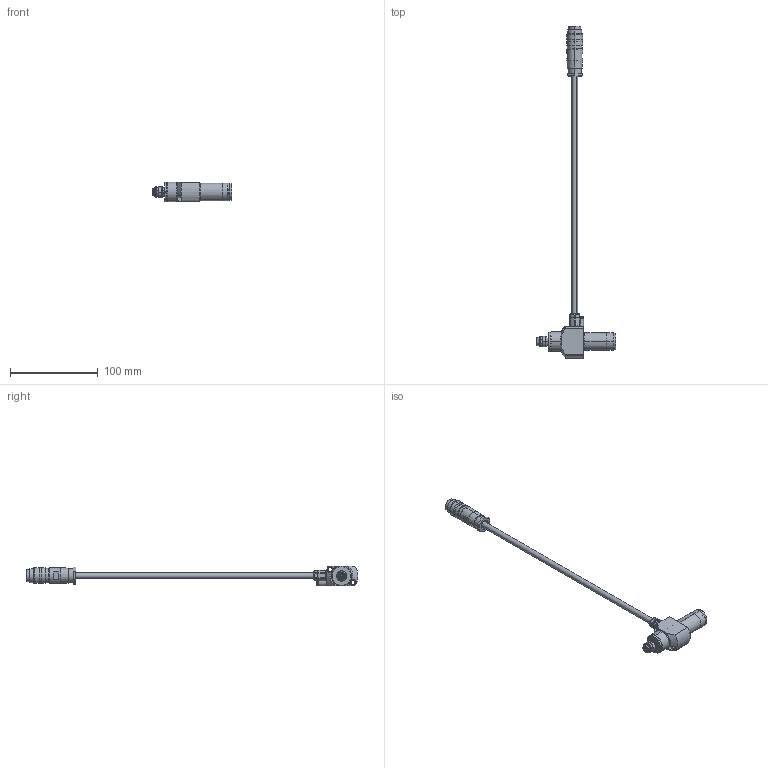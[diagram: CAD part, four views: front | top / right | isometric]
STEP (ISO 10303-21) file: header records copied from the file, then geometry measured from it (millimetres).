
FILE_DESCRIPTION (( 'STEP AP214' ), '1' );
FILE_NAME ('BM-320F-RGD.STEP', '2025-07-23T23:38:16', ( '' ), ( '' ), 'SwSTEP 2.0', 'SolidWorks 2021', '' );
FILE_SCHEMA (( 'AUTOMOTIVE_DESIGN' ));
Length unit declared in the file: millimetre
Products named in the file (1): BM-320F-RGD
Bounding box: 90.1 x 378.61 x 22.8 mm (x, y, z)
Volume: 35995.8 mm3; surface area: 29229.1 mm2
Topology: 17 solids, 17 shells, 586 faces, 1295 edges, 803 vertices
Faces by surface type: cylinder 231, plane 172, cone 137, torus 38, bspline 8
Entity records: 17940 total; most frequent: CARTESIAN_POINT 4140, DIRECTION 3019, ORIENTED_EDGE 2578, EDGE_CURVE 1289, AXIS2_PLACEMENT_3D 1266, VERTEX_POINT 803, EDGE_LOOP 692, CIRCLE 687
